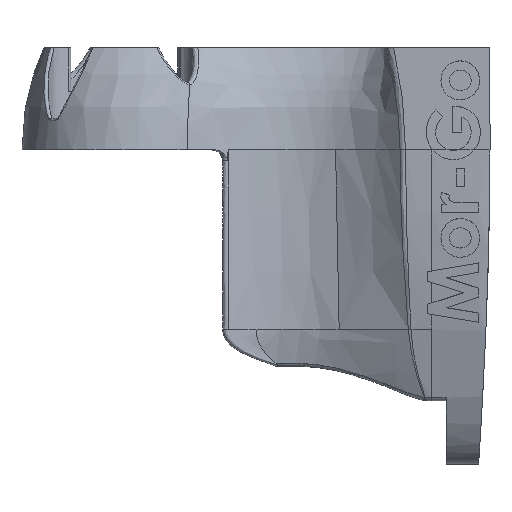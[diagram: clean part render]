
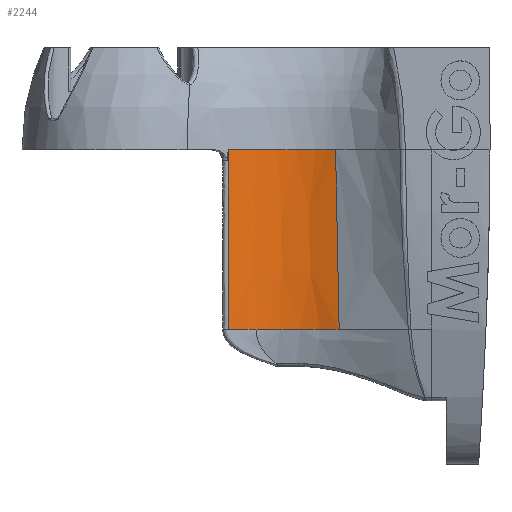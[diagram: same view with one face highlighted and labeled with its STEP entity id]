
A CAD part, left-side view. The second image highlights one B-rep face of the part: STEP entity #2244.
In plain terms, the highlighted free-form (B-spline) face has degree [3, 3] with [7, 4] control points.
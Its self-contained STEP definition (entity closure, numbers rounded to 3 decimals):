
#153 = CARTESIAN_POINT ( 'NONE',  ( -5.839, -18., -24.5 ) ) ;
#295 = CARTESIAN_POINT ( 'NONE',  ( -7.418, -14.177, 0. ) ) ;
#457 = VERTEX_POINT ( 'NONE', #16577 ) ;
#743 = CARTESIAN_POINT ( 'NONE',  ( -5.045, -22.003, -24.5 ) ) ;
#808 = CARTESIAN_POINT ( 'NONE',  ( -7.418, -14.176, -8.321 ) ) ;
#886 = CARTESIAN_POINT ( 'NONE',  ( -6.188, -29.371, -24.5 ) ) ;
#924 = B_SPLINE_SURFACE_WITH_KNOTS ( 'NONE', 3, 3, ( 
 ( #12980, #808, #14742, #6799 ),
 ( #16096, #17638, #2376, #8378 ),
 ( #19184, #11495, #17699, #2177 ),
 ( #4093, #18040, #8843, #4230 ),
 ( #10268, #14945, #15007, #1079 ),
 ( #7269, #15074, #13521, #5714 ),
 ( #10333, #18172, #7409, #886 ) ),
 .UNSPECIFIED., .F., .F., .F.,
 ( 4, 1, 1, 1, 4 ),
 ( 4, 4 ),
 ( 0., 0.25, 0.5, 0.75, 1. ),
 ( 0., 1. ),
 .UNSPECIFIED. ) ;
#1079 = CARTESIAN_POINT ( 'NONE',  ( -5.007, -25.665, -24.5 ) ) ;
#2177 = CARTESIAN_POINT ( 'NONE',  ( -5.778, -17.777, -24.5 ) ) ;
#2196 = CARTESIAN_POINT ( 'NONE',  ( -5.166, -25.798, -24.5 ) ) ;
#2244 = ADVANCED_FACE ( 'NONE', ( #3329 ), #924, .F. ) ;
#2376 = CARTESIAN_POINT ( 'NONE',  ( -6.997, -15.325, -16.774 ) ) ;
#3329 = FACE_OUTER_BOUND ( 'NONE', #11259, .T. ) ;
#3410 = CARTESIAN_POINT ( 'NONE',  ( -4.997, -22.967, -24.5 ) ) ;
#4015 = ORIENTED_EDGE ( 'NONE', *, *, #8193, .T. ) ;
#4093 = CARTESIAN_POINT ( 'NONE',  ( -4.98, -21.324, 0. ) ) ;
#4230 = CARTESIAN_POINT ( 'NONE',  ( -4.923, -21.682, -24.5 ) ) ;
#4237 = EDGE_CURVE ( 'NONE', #14940, #14059, #11741, .T. ) ;
#4626 = ORIENTED_EDGE ( 'NONE', *, *, #4237, .F. ) ;
#4983 = ORIENTED_EDGE ( 'NONE', *, *, #19051, .F. ) ;
#5409 = CARTESIAN_POINT ( 'NONE',  ( -6.425, -16.113, -24.5 ) ) ;
#5714 = CARTESIAN_POINT ( 'NONE',  ( -5.711, -28.182, -24.5 ) ) ;
#6337 = CARTESIAN_POINT ( 'NONE',  ( -4.994, -23.446, -24.5 ) ) ;
#6777 = B_SPLINE_CURVE_WITH_KNOTS ( 'NONE', 3,
 ( #13578, #15201, #7615, #12242 ),
 .UNSPECIFIED., .F., .F.,
 ( 4, 4 ),
 ( 0., 1. ),
 .UNSPECIFIED. ) ;
#6799 = CARTESIAN_POINT ( 'NONE',  ( -7.418, -14.176, -24.5 ) ) ;
#7134 = CARTESIAN_POINT ( 'NONE',  ( -6.188, -29.371, -24.5 ) ) ;
#7269 = CARTESIAN_POINT ( 'NONE',  ( -5.551, -27.658, 0. ) ) ;
#7393 = EDGE_CURVE ( 'NONE', #457, #17711, #11493, .T. ) ;
#7409 = CARTESIAN_POINT ( 'NONE',  ( -6.337, -29.126, -16.972 ) ) ;
#7615 = CARTESIAN_POINT ( 'NONE',  ( -6.337, -29.126, -16.972 ) ) ;
#7963 = CARTESIAN_POINT ( 'NONE',  ( -5.999, -28.88, 0. ) ) ;
#8193 = EDGE_CURVE ( 'NONE', #14940, #17711, #16685, .T. ) ;
#8378 = CARTESIAN_POINT ( 'NONE',  ( -6.82, -15.343, -24.5 ) ) ;
#8418 = CARTESIAN_POINT ( 'NONE',  ( -7.579, -14.176, -16.756 ) ) ;
#8843 = CARTESIAN_POINT ( 'NONE',  ( -5.153, -21.503, -16.864 ) ) ;
#9600 = CARTESIAN_POINT ( 'NONE',  ( -7.418, -14.177, 0. ) ) ;
#9726 = ORIENTED_EDGE ( 'NONE', *, *, #17233, .F. ) ;
#9992 = B_SPLINE_CURVE_WITH_KNOTS ( 'NONE', 3,
 ( #7134, #10196, #11762, #19520, #12104, #2196, #15850, #6337, #3410, #743, #19288, #16834, #14471, #153 ),
 .UNSPECIFIED., .F., .F.,
 ( 4, 2, 2, 2, 2, 2, 4 ),
 ( 0., 1.399, 2.797, 5.594, 6.993, 8.392, 11.189 ),
 .UNSPECIFIED. ) ;
#10105 = CARTESIAN_POINT ( 'NONE',  ( -7.418, -14.176, -24.5 ) ) ;
#10196 = CARTESIAN_POINT ( 'NONE',  ( -6.015, -28.936, -24.501 ) ) ;
#10241 = CARTESIAN_POINT ( 'NONE',  ( -5.839, -18., -24.5 ) ) ;
#10268 = CARTESIAN_POINT ( 'NONE',  ( -4.948, -25.143, 0. ) ) ;
#10333 = CARTESIAN_POINT ( 'NONE',  ( -5.999, -28.88, 0. ) ) ;
#11156 = CARTESIAN_POINT ( 'NONE',  ( -3.445, -21.918, 0. ) ) ;
#11259 = EDGE_LOOP ( 'NONE', ( #4626, #4015, #16527, #4983, #9726 ) ) ;
#11493 = B_SPLINE_CURVE_WITH_KNOTS ( 'NONE', 2,
 ( #10241, #5409, #10105 ),
 .UNSPECIFIED., .F., .F.,
 ( 3, 3 ),
 ( 0.501, 0.501 ),
 .UNSPECIFIED. ) ;
#11495 = CARTESIAN_POINT ( 'NONE',  ( -5.839, -17.633, -8.341 ) ) ;
#11519 = CARTESIAN_POINT ( 'NONE',  ( -6.188, -29.371, -24.5 ) ) ;
#11532 = CARTESIAN_POINT ( 'NONE',  ( -7.418, -14.177, 0. ) ) ;
#11741 = B_SPLINE_CURVE_WITH_KNOTS ( 'NONE', 2,
 ( #9600, #11156, #15821 ),
 .UNSPECIFIED., .F., .F.,
 ( 3, 3 ),
 ( 0.499, 0.5 ),
 .UNSPECIFIED. ) ;
#11762 = CARTESIAN_POINT ( 'NONE',  ( -5.857, -28.496, -24.5 ) ) ;
#12104 = CARTESIAN_POINT ( 'NONE',  ( -5.464, -27.159, -24.5 ) ) ;
#12242 = CARTESIAN_POINT ( 'NONE',  ( -6.188, -29.371, -24.5 ) ) ;
#12980 = CARTESIAN_POINT ( 'NONE',  ( -7.418, -14.176, 0. ) ) ;
#13205 = CARTESIAN_POINT ( 'NONE',  ( -7.418, -14.176, -8.321 ) ) ;
#13521 = CARTESIAN_POINT ( 'NONE',  ( -5.867, -27.92, -16.954 ) ) ;
#13578 = CARTESIAN_POINT ( 'NONE',  ( -5.999, -28.88, 0. ) ) ;
#14059 = VERTEX_POINT ( 'NONE', #7963 ) ;
#14471 = CARTESIAN_POINT ( 'NONE',  ( -5.521, -19.028, -24.5 ) ) ;
#14742 = CARTESIAN_POINT ( 'NONE',  ( -7.579, -14.176, -16.756 ) ) ;
#14940 = VERTEX_POINT ( 'NONE', #295 ) ;
#14945 = CARTESIAN_POINT ( 'NONE',  ( -4.948, -25.143, -8.382 ) ) ;
#15007 = CARTESIAN_POINT ( 'NONE',  ( -5.2, -25.404, -16.918 ) ) ;
#15074 = CARTESIAN_POINT ( 'NONE',  ( -5.551, -27.658, -8.395 ) ) ;
#15201 = CARTESIAN_POINT ( 'NONE',  ( -5.999, -28.88, -8.402 ) ) ;
#15821 = CARTESIAN_POINT ( 'NONE',  ( -5.999, -28.88, 0. ) ) ;
#15850 = CARTESIAN_POINT ( 'NONE',  ( -5.048, -24.87, -24.5 ) ) ;
#16096 = CARTESIAN_POINT ( 'NONE',  ( -6.838, -15.307, 0. ) ) ;
#16527 = ORIENTED_EDGE ( 'NONE', *, *, #7393, .F. ) ;
#16577 = CARTESIAN_POINT ( 'NONE',  ( -5.839, -18., -24.5 ) ) ;
#16685 = B_SPLINE_CURVE_WITH_KNOTS ( 'NONE', 3,
 ( #11532, #13205, #8418, #17876 ),
 .UNSPECIFIED., .F., .F.,
 ( 4, 4 ),
 ( 0., 1. ),
 .UNSPECIFIED. ) ;
#16834 = CARTESIAN_POINT ( 'NONE',  ( -5.295, -20.038, -24.5 ) ) ;
#16973 = VERTEX_POINT ( 'NONE', #11519 ) ;
#17233 = EDGE_CURVE ( 'NONE', #14059, #16973, #6777, .T. ) ;
#17638 = CARTESIAN_POINT ( 'NONE',  ( -6.838, -15.307, -8.328 ) ) ;
#17699 = CARTESIAN_POINT ( 'NONE',  ( -5.99, -17.705, -16.81 ) ) ;
#17711 = VERTEX_POINT ( 'NONE', #18744 ) ;
#17876 = CARTESIAN_POINT ( 'NONE',  ( -7.418, -14.176, -24.5 ) ) ;
#18040 = CARTESIAN_POINT ( 'NONE',  ( -4.98, -21.324, -8.361 ) ) ;
#18172 = CARTESIAN_POINT ( 'NONE',  ( -5.999, -28.88, -8.402 ) ) ;
#18744 = CARTESIAN_POINT ( 'NONE',  ( -7.418, -14.176, -24.5 ) ) ;
#19051 = EDGE_CURVE ( 'NONE', #16973, #457, #9992, .T. ) ;
#19184 = CARTESIAN_POINT ( 'NONE',  ( -5.839, -17.633, 0. ) ) ;
#19288 = CARTESIAN_POINT ( 'NONE',  ( -5.091, -21.517, -24.5 ) ) ;
#19520 = CARTESIAN_POINT ( 'NONE',  ( -5.583, -27.607, -24.5 ) ) ;
